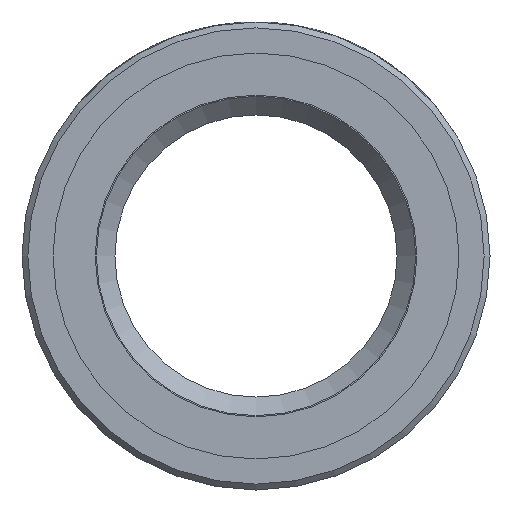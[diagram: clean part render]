
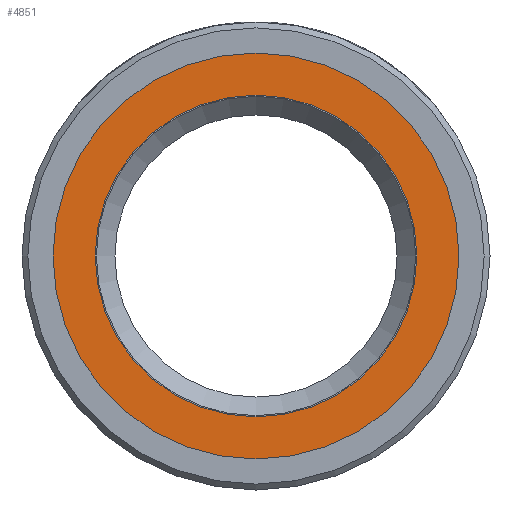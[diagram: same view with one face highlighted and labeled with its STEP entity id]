
A CAD part, left-side view. The second image highlights one B-rep face of the part: STEP entity #4851.
In plain terms, the highlighted planar face has unit normal (-1, 0, 0).
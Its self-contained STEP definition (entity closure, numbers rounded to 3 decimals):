
#97=PLANE('',#5048);
#179=CIRCLE('',#5047,13.75);
#180=CIRCLE('',#5049,17.35);
#216=FACE_BOUND('',#827,.T.);
#519=FACE_OUTER_BOUND('',#826,.T.);
#826=EDGE_LOOP('',(#4415));
#827=EDGE_LOOP('',(#4416));
#2266=VERTEX_POINT('',#12600);
#2267=VERTEX_POINT('',#12603);
#2984=EDGE_CURVE('',#2266,#2266,#179,.T.);
#2985=EDGE_CURVE('',#2267,#2267,#180,.T.);
#4415=ORIENTED_EDGE('',*,*,#2985,.T.);
#4416=ORIENTED_EDGE('',*,*,#2984,.F.);
#4851=ADVANCED_FACE('',(#519,#216),#97,.F.);
#5047=AXIS2_PLACEMENT_3D('',#12601,#5753,#5754);
#5048=AXIS2_PLACEMENT_3D('',#12602,#5755,#5756);
#5049=AXIS2_PLACEMENT_3D('',#12604,#5757,#5758);
#5753=DIRECTION('center_axis',(-1.,0.,0.));
#5754=DIRECTION('ref_axis',(0.,1.,0.));
#5755=DIRECTION('center_axis',(1.,0.,0.));
#5756=DIRECTION('ref_axis',(0.,0.,-1.));
#5757=DIRECTION('center_axis',(-1.,0.,0.));
#5758=DIRECTION('ref_axis',(0.,1.,0.));
#12600=CARTESIAN_POINT('',(-42.85,13.75,0.));
#12601=CARTESIAN_POINT('Origin',(-42.85,0.,0.));
#12602=CARTESIAN_POINT('Origin',(-42.85,15.55,0.));
#12603=CARTESIAN_POINT('',(-42.85,17.35,0.));
#12604=CARTESIAN_POINT('Origin',(-42.85,0.,0.));
